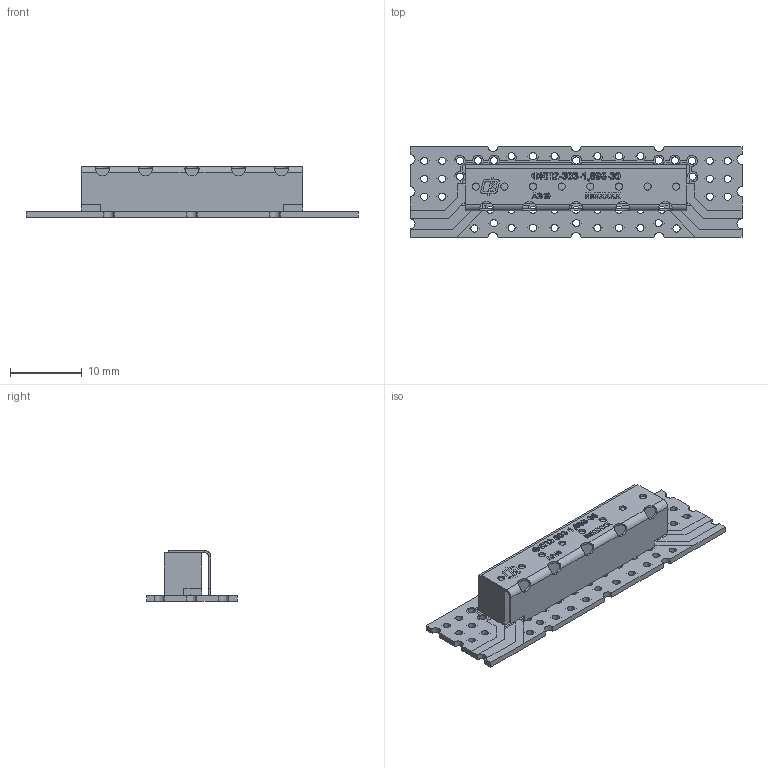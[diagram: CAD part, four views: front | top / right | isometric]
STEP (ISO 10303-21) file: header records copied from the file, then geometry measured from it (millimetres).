
FILE_DESCRIPTION(('STEP AP203'), '1');
FILE_NAME('ÍØÁÀ.434834.103-00.03_Ôèëüòð ÔÊÏ2-303-1,695-30_1', '', ('UNSPECIFIED'), ('UNSPECIFIED'), 'ASCON STEP Converter 1.6', 'ASCON Math Kernel', '');
FILE_SCHEMA(('CONFIG_CONTROL_DESIGN'));
Length unit declared in the file: millimetre
Products named in the file (1): НШБА.434834.103-00.03_Фильтр ФКП2-303-1,695-30
Bounding box: 46.4 x 12.7 x 7.11 mm (x, y, z)
Volume: 1431.7 mm3; surface area: 2914.4 mm2
Topology: 3 solids, 3 shells, 842 faces, 2229 edges, 1470 vertices
Faces by surface type: plane 447, cylinder 224, bspline 171
Full cylindrical faces by diameter (mm): 1 x75, 1.5 x43, 1.77 x5
Entity records: 49565 total; most frequent: CARTESIAN_POINT 23091, ORIENTED_EDGE 4212, DIRECTION 3388, EDGE_CURVE 2106, VERTEX_POINT 1470, EDGE_LOOP 1212, LINE 1180, VECTOR 1180
